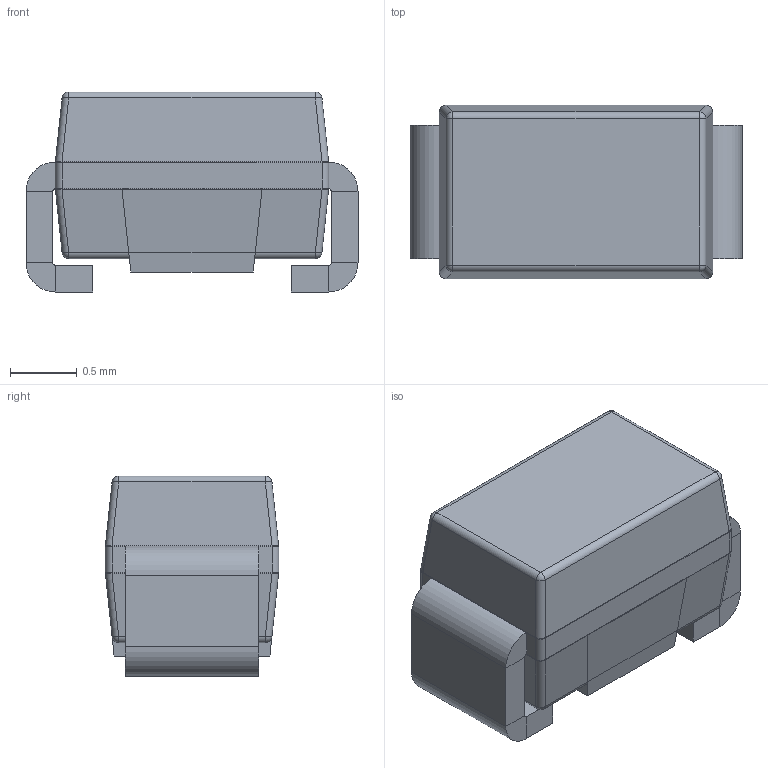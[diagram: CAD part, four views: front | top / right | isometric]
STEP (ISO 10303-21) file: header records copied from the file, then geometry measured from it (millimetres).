
FILE_DESCRIPTION(('Open CASCADE Model'),'2;1');
FILE_NAME('Open CASCADE Shape Model','2020-03-17T10:55:27',('Author'),( 'Open CASCADE'),'Open CASCADE STEP processor 6.8','Open CASCADE 6.8' ,'Unknown');
FILE_SCHEMA(('AUTOMOTIVE_DESIGN { 1 0 10303 214 1 1 1 1 }'));
Length unit declared in the file: millimetre
Products named in the file (6): PCB; Designator1; 6888062496; Body; Open_CASCADE_STEP_translator_6.8_29.1.1; Lead
Assembly tree (5 placements, depth 4):
  PCB
  Designator1
    6888062496
      Body
        Open_CASCADE_STEP_translator_6.8_29.1.1
      Lead  x2
Bounding box: 2.49 x 1.3 x 1.5 mm (x, y, z)
Volume: 3.8 mm3; surface area: 20.8 mm2
Topology: 3 solids, 3 shells, 122 faces, 252 edges, 128 vertices
Faces by surface type: plane 68, cylinder 38, sphere 8, bspline 8
Entity records: 3244 total; most frequent: CARTESIAN_POINT 1162, DIRECTION 404, ORIENTED_EDGE 400, EDGE_CURVE 200, AXIS2_PLACEMENT_3D 138, LINE 128, VECTOR 128, VERTEX_POINT 104
